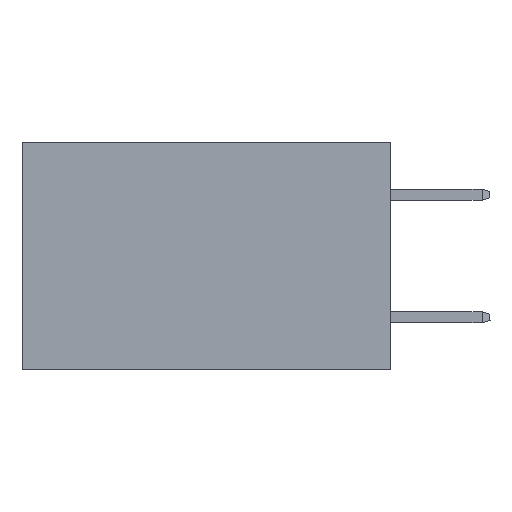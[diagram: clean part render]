
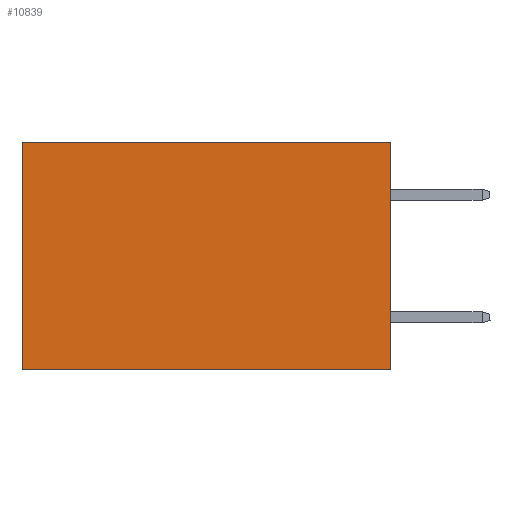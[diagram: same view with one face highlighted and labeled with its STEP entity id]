
A CAD part, left-side view. The second image highlights one B-rep face of the part: STEP entity #10839.
In plain terms, the highlighted planar face has unit normal (-1, 0, 0).
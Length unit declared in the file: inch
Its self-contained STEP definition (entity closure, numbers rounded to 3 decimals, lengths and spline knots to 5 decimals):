
#1311 = EDGE_CURVE ( 'NONE', #13980, #14893, #7871, .T. ) ;
#1696 = VERTEX_POINT ( 'NONE', #9268 ) ;
#1925 = CARTESIAN_POINT ( 'NONE',  ( 0.2875, 0., 0. ) ) ;
#6169 = AXIS2_PLACEMENT_3D ( 'NONE', #16716, #10109, #25368 ) ;
#6459 = ORIENTED_EDGE ( 'NONE', *, *, #10149, .T. ) ;
#6827 = CARTESIAN_POINT ( 'NONE',  ( 0.2875, 0.6, 0. ) ) ;
#7204 = VECTOR ( 'NONE', #11123, 39.37008 ) ;
#7609 = CARTESIAN_POINT ( 'NONE',  ( 0.2875, 0., 0. ) ) ;
#7871 = LINE ( 'NONE', #12003, #7204 ) ;
#9268 = CARTESIAN_POINT ( 'NONE',  ( 0.2875, 0., -0.37 ) ) ;
#9464 = ORIENTED_EDGE ( 'NONE', *, *, #9768, .F. ) ;
#9768 = EDGE_CURVE ( 'NONE', #1696, #14893, #19071, .T. ) ;
#10109 = DIRECTION ( 'NONE',  ( 1., 0., 0. ) ) ;
#10149 = EDGE_CURVE ( 'NONE', #11047, #13980, #16341, .T. ) ;
#10839 = ADVANCED_FACE ( 'NONE', ( #14694 ), #18882, .F. ) ;
#11047 = VERTEX_POINT ( 'NONE', #1925 ) ;
#11123 = DIRECTION ( 'NONE',  ( 0., 0., -1. ) ) ;
#11444 = EDGE_LOOP ( 'NONE', ( #24485, #9464, #17929, #6459 ) ) ;
#12003 = CARTESIAN_POINT ( 'NONE',  ( 0.2875, 0.6, 0. ) ) ;
#12720 = VECTOR ( 'NONE', #24342, 39.37008 ) ;
#12893 = CARTESIAN_POINT ( 'NONE',  ( 0.2875, 0., -0.37 ) ) ;
#13235 = VECTOR ( 'NONE', #17360, 39.37008 ) ;
#13980 = VERTEX_POINT ( 'NONE', #6827 ) ;
#14694 = FACE_OUTER_BOUND ( 'NONE', #11444, .T. ) ;
#14893 = VERTEX_POINT ( 'NONE', #16317 ) ;
#15660 = CARTESIAN_POINT ( 'NONE',  ( 0.2875, 0., 0. ) ) ;
#16317 = CARTESIAN_POINT ( 'NONE',  ( 0.2875, 0.6, -0.37 ) ) ;
#16341 = LINE ( 'NONE', #7609, #27057 ) ;
#16716 = CARTESIAN_POINT ( 'NONE',  ( 0.2875, 0., 0. ) ) ;
#17360 = DIRECTION ( 'NONE',  ( 0., 1., 0. ) ) ;
#17929 = ORIENTED_EDGE ( 'NONE', *, *, #25542, .F. ) ;
#18584 = LINE ( 'NONE', #15660, #12720 ) ;
#18882 = PLANE ( 'NONE',  #6169 ) ;
#19071 = LINE ( 'NONE', #12893, #13235 ) ;
#24342 = DIRECTION ( 'NONE',  ( 0., 0., -1. ) ) ;
#24485 = ORIENTED_EDGE ( 'NONE', *, *, #1311, .T. ) ;
#25044 = DIRECTION ( 'NONE',  ( 0., 1., 0. ) ) ;
#25368 = DIRECTION ( 'NONE',  ( 0., 0., -1. ) ) ;
#25542 = EDGE_CURVE ( 'NONE', #11047, #1696, #18584, .T. ) ;
#27057 = VECTOR ( 'NONE', #25044, 39.37008 ) ;
